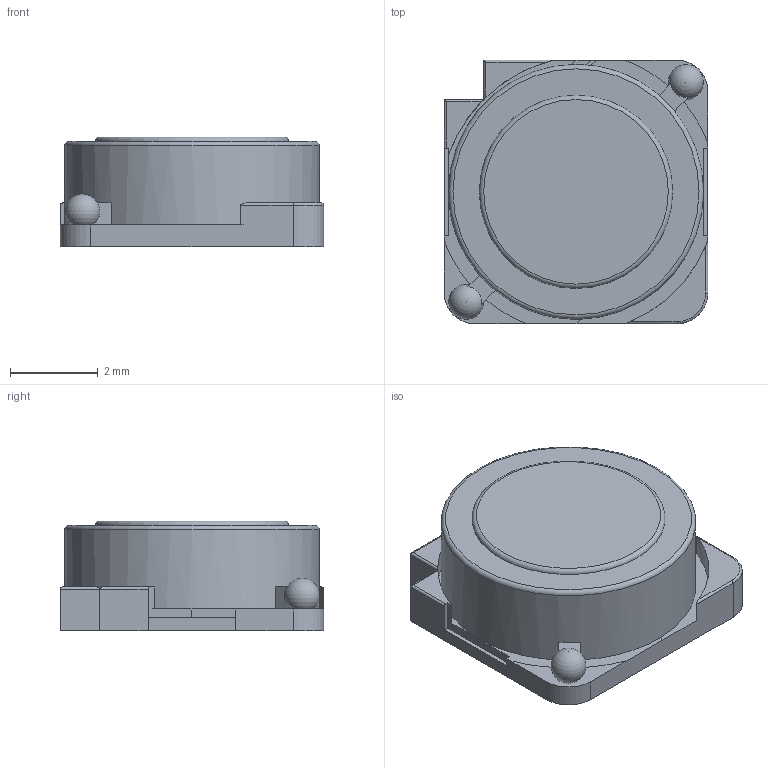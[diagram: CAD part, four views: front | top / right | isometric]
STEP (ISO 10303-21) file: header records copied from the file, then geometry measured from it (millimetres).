
FILE_DESCRIPTION(('FreeCAD Model'),'2;1');
FILE_NAME('Fillet003_fd_sp.step','2018-10-18T19:05:17',('kicad StepUp'),('ksu MCAD' ),'Open CASCADE STEP processor 7.1','FreeCAD','Unknown');
FILE_SCHEMA(('AUTOMOTIVE_DESIGN { 1 0 10303 214 1 1 1 1 }'));
Length unit declared in the file: millimetre
Products named in the file (1): Fillet003_fd_sp
Bounding box: 6 x 6 x 2.5 mm (x, y, z)
Volume: 70.8 mm3; surface area: 125.6 mm2
Topology: 1 solids, 1 shells, 80 faces, 215 edges, 136 vertices
Faces by surface type: plane 62, cylinder 13, torus 3, sphere 2
Full cylindrical faces by diameter (mm): 5.8 x1
Entity records: 3102 total; most frequent: CARTESIAN_POINT 486, DIRECTION 438, ORIENTED_EDGE 426, EDGE_CURVE 213, AXIS2_PLACEMENT_3D 149, LINE 140, VECTOR 140, VERTEX_POINT 136
